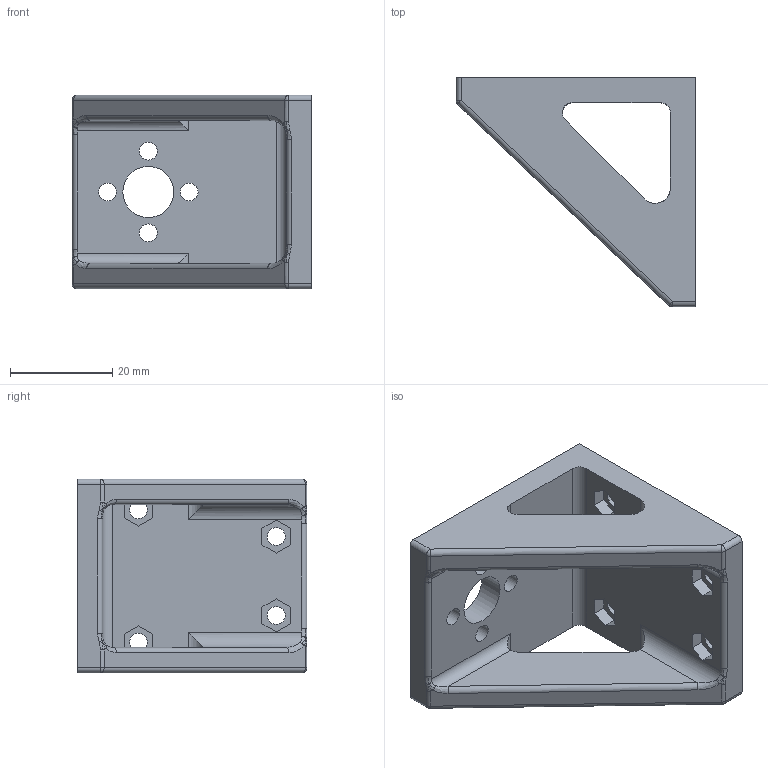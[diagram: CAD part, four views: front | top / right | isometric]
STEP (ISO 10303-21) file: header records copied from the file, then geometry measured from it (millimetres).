
FILE_DESCRIPTION(/* description */ (''),/* implementation_level */ '2;1');
FILE_NAME(/* name */ 'X_Lead_Nut_Mount.step',/* time_stamp */ '2021-08-05T09:16:40-05:00',/* author */ (''),/* organization */ (''),/* preprocessor_version */ 'ST-DEVELOPER v18.1',/* originating_system */ 'Autodesk Translation Framework v10.9.0.1377',/* authorisation */ '');
FILE_SCHEMA (('AUTOMOTIVE_DESIGN { 1 0 10303 214 3 1 1 }'));
Length unit declared in the file: millimetre
Products named in the file (1): X_Lead_Nut_Mount
Bounding box: 47 x 45 x 38 mm (x, y, z)
Volume: 21344.3 mm3; surface area: 10717.3 mm2
Topology: 1 solids, 1 shells, 106 faces, 278 edges, 176 vertices
Faces by surface type: plane 42, cylinder 32, bspline 28, sphere 4
Full cylindrical faces by diameter (mm): 3.5 x8, 10 x1
Entity records: 7816 total; most frequent: CARTESIAN_POINT 5246, ORIENTED_EDGE 556, DIRECTION 468, EDGE_CURVE 278, VERTEX_POINT 176, AXIS2_PLACEMENT_3D 163, LINE 142, VECTOR 142
